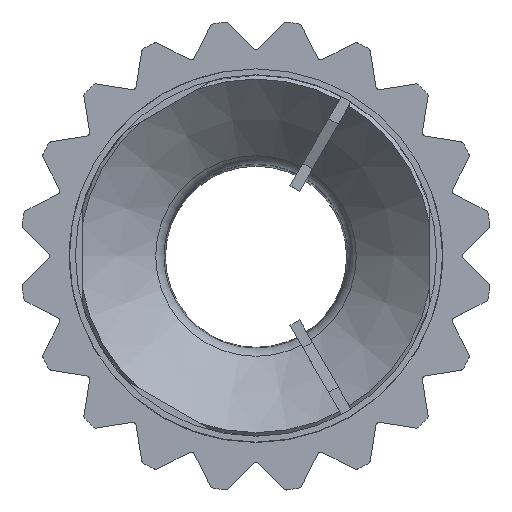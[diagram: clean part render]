
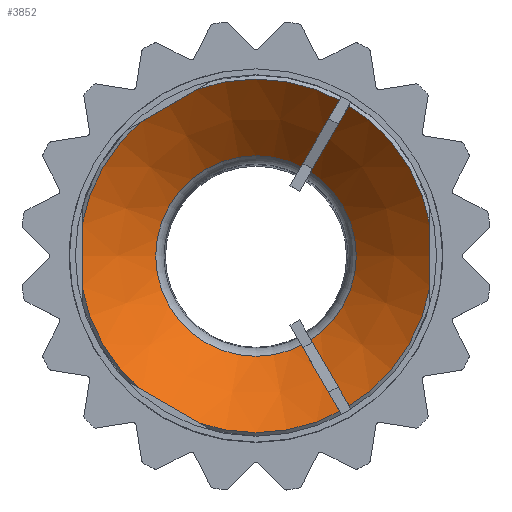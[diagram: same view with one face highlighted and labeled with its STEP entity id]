
A CAD part, top view. The second image highlights one B-rep face of the part: STEP entity #3852.
In plain terms, the highlighted conical face has half-angle 45 degrees and reference radius 375.68 mm.
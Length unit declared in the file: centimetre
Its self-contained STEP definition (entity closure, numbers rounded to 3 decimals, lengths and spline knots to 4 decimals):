
#28=CONICAL_SURFACE('',#4234,37.568,0.785);
#215=CIRCLE('',#4233,47.9393);
#216=CIRCLE('',#4235,27.1967);
#217=CIRCLE('',#4236,27.1967);
#548=FACE_OUTER_BOUND('',#755,.T.);
#755=EDGE_LOOP('',(#3333,#3334,#3335,#3336,#3337));
#1090=LINE('',#6505,#1422);
#1422=VECTOR('',#5295,37.568);
#1774=VERTEX_POINT('',#6500);
#1775=VERTEX_POINT('',#6504);
#1776=VERTEX_POINT('',#6506);
#2305=EDGE_CURVE('',#1774,#1774,#215,.T.);
#2307=EDGE_CURVE('',#1774,#1775,#1090,.T.);
#2308=EDGE_CURVE('',#1776,#1775,#216,.T.);
#2309=EDGE_CURVE('',#1775,#1776,#217,.T.);
#3333=ORIENTED_EDGE('',*,*,#2305,.T.);
#3334=ORIENTED_EDGE('',*,*,#2307,.T.);
#3335=ORIENTED_EDGE('',*,*,#2308,.F.);
#3336=ORIENTED_EDGE('',*,*,#2309,.F.);
#3337=ORIENTED_EDGE('',*,*,#2307,.F.);
#3852=ADVANCED_FACE('',(#548),#28,.F.);
#4233=AXIS2_PLACEMENT_3D('',#6501,#5290,#5291);
#4234=AXIS2_PLACEMENT_3D('',#6503,#5293,#5294);
#4235=AXIS2_PLACEMENT_3D('',#6507,#5296,#5297);
#4236=AXIS2_PLACEMENT_3D('',#6508,#5298,#5299);
#5290=DIRECTION('center_axis',(0.,0.,1.));
#5291=DIRECTION('ref_axis',(1.,0.,0.));
#5293=DIRECTION('center_axis',(0.,0.,1.));
#5294=DIRECTION('ref_axis',(-1.,0.,0.));
#5295=DIRECTION('',(-0.707,0.,-0.707));
#5296=DIRECTION('center_axis',(0.,0.,1.));
#5297=DIRECTION('ref_axis',(1.,0.,0.));
#5298=DIRECTION('center_axis',(0.,0.,1.));
#5299=DIRECTION('ref_axis',(1.,0.,0.));
#6500=CARTESIAN_POINT('',(47.9393,0.,140.));
#6501=CARTESIAN_POINT('Origin',(0.,0.,140.));
#6503=CARTESIAN_POINT('Origin',(0.,0.,129.6287));
#6504=CARTESIAN_POINT('',(27.1967,0.,119.2574));
#6505=CARTESIAN_POINT('',(37.568,0.,129.6287));
#6506=CARTESIAN_POINT('',(0.,27.1967,119.2574));
#6507=CARTESIAN_POINT('Origin',(0.,0.,119.2574));
#6508=CARTESIAN_POINT('Origin',(0.,0.,119.2574));
